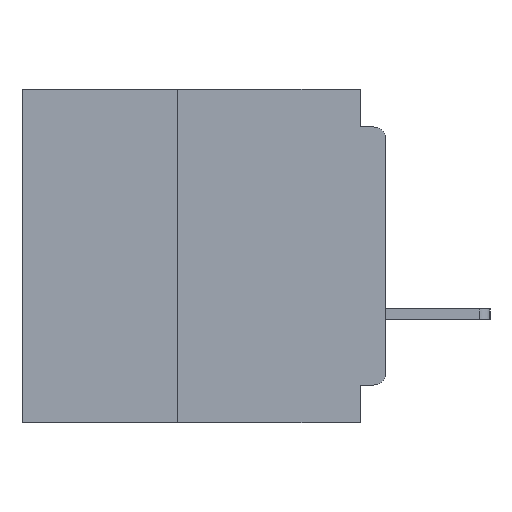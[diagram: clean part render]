
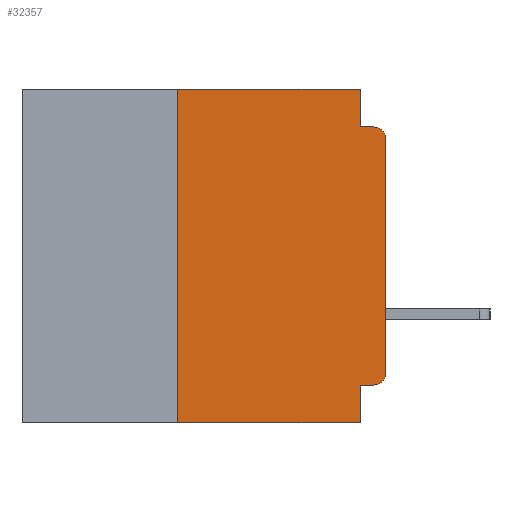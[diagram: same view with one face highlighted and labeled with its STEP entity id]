
A CAD part, left-side view. The second image highlights one B-rep face of the part: STEP entity #32357.
In plain terms, the highlighted planar face has unit normal (-1, 0, 0).
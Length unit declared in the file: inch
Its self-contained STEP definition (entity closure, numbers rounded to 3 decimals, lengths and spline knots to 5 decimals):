
#543 = DIRECTION ( 'NONE',  ( 0., 0., -1. ) ) ;
#1388 = VECTOR ( 'NONE', #53215, 39.37008 ) ;
#1434 = EDGE_CURVE ( 'NONE', #6367, #43872, #49574, .T. ) ;
#2129 = ORIENTED_EDGE ( 'NONE', *, *, #23780, .F. ) ;
#2461 = VERTEX_POINT ( 'NONE', #16118 ) ;
#3006 = VECTOR ( 'NONE', #29810, 39.37008 ) ;
#3493 = CARTESIAN_POINT ( 'NONE',  ( 0., 0.015, -0.045 ) ) ;
#3814 = CARTESIAN_POINT ( 'NONE',  ( 0., 0.015, -0.355 ) ) ;
#4193 = VERTEX_POINT ( 'NONE', #58527 ) ;
#4546 = EDGE_LOOP ( 'NONE', ( #43405, #44772, #48564, #34369, #51774, #2129, #27834, #8736, #14382, #58643 ) ) ;
#4837 = EDGE_CURVE ( 'NONE', #2461, #19194, #24074, .T. ) ;
#5893 = AXIS2_PLACEMENT_3D ( 'NONE', #45426, #18062, #50000 ) ;
#6367 = VERTEX_POINT ( 'NONE', #15168 ) ;
#7197 = DIRECTION ( 'NONE',  ( 0., 0., -1. ) ) ;
#7510 = EDGE_CURVE ( 'NONE', #43872, #4193, #55265, .T. ) ;
#8736 = ORIENTED_EDGE ( 'NONE', *, *, #4837, .F. ) ;
#10177 = EDGE_CURVE ( 'NONE', #38013, #23871, #45937, .T. ) ;
#11471 = EDGE_CURVE ( 'NONE', #23459, #38013, #24315, .T. ) ;
#12157 = CARTESIAN_POINT ( 'NONE',  ( 0., 0., 0. ) ) ;
#13278 = EDGE_CURVE ( 'NONE', #23459, #2461, #57681, .T. ) ;
#13615 = DIRECTION ( 'NONE',  ( 0., -1., 0. ) ) ;
#13650 = LINE ( 'NONE', #39464, #1388 ) ;
#14352 = AXIS2_PLACEMENT_3D ( 'NONE', #15937, #47896, #20552 ) ;
#14382 = ORIENTED_EDGE ( 'NONE', *, *, #13278, .F. ) ;
#14803 = VECTOR ( 'NONE', #54096, 39.37008 ) ;
#15168 = CARTESIAN_POINT ( 'NONE',  ( 0., 0.25, 0. ) ) ;
#15479 = EDGE_CURVE ( 'NONE', #23871, #22891, #25131, .T. ) ;
#15695 = CARTESIAN_POINT ( 'NONE',  ( 0., 0., -0.045 ) ) ;
#15937 = CARTESIAN_POINT ( 'NONE',  ( 0., 0.437, 0. ) ) ;
#16118 = CARTESIAN_POINT ( 'NONE',  ( 0., 0.031, -0.355 ) ) ;
#18062 = DIRECTION ( 'NONE',  ( -1., 0., 0. ) ) ;
#19194 = VERTEX_POINT ( 'NONE', #39431 ) ;
#20303 = DIRECTION ( 'NONE',  ( 0., -1., 0. ) ) ;
#20421 = CARTESIAN_POINT ( 'NONE',  ( 0., 0.25, -0.4 ) ) ;
#20552 = DIRECTION ( 'NONE',  ( 0., 0., -1. ) ) ;
#22891 = VERTEX_POINT ( 'NONE', #3493 ) ;
#23459 = VERTEX_POINT ( 'NONE', #3814 ) ;
#23780 = EDGE_CURVE ( 'NONE', #31029, #6367, #39565, .T. ) ;
#23871 = VERTEX_POINT ( 'NONE', #35194 ) ;
#24074 = LINE ( 'NONE', #49504, #14803 ) ;
#24315 = CIRCLE ( 'NONE', #5893, 0.015 ) ;
#25085 = EDGE_CURVE ( 'NONE', #31029, #19194, #13650, .T. ) ;
#25131 = CIRCLE ( 'NONE', #37151, 0.015 ) ;
#25220 = CARTESIAN_POINT ( 'NONE',  ( 0., 0.25, -0.4 ) ) ;
#26493 = DIRECTION ( 'NONE',  ( 0., 1., 0. ) ) ;
#26709 = VECTOR ( 'NONE', #13615, 39.37008 ) ;
#27834 = ORIENTED_EDGE ( 'NONE', *, *, #25085, .T. ) ;
#28017 = DIRECTION ( 'NONE',  ( -1., 0., 0. ) ) ;
#29810 = DIRECTION ( 'NONE',  ( 0., 0., 1. ) ) ;
#31029 = VERTEX_POINT ( 'NONE', #20421 ) ;
#32357 = ADVANCED_FACE ( 'NONE', ( #52057 ), #34094, .F. ) ;
#34094 = PLANE ( 'NONE',  #14352 ) ;
#34185 = LINE ( 'NONE', #15695, #57059 ) ;
#34369 = ORIENTED_EDGE ( 'NONE', *, *, #7510, .F. ) ;
#35194 = CARTESIAN_POINT ( 'NONE',  ( 0., 0., -0.06 ) ) ;
#36947 = CARTESIAN_POINT ( 'NONE',  ( 0., 0.031, 0. ) ) ;
#37151 = AXIS2_PLACEMENT_3D ( 'NONE', #55372, #28017, #543 ) ;
#38013 = VERTEX_POINT ( 'NONE', #50443 ) ;
#39265 = CARTESIAN_POINT ( 'NONE',  ( 0., 0.031, 0. ) ) ;
#39431 = CARTESIAN_POINT ( 'NONE',  ( 0., 0.031, -0.4 ) ) ;
#39464 = CARTESIAN_POINT ( 'NONE',  ( 0., 0.437, -0.4 ) ) ;
#39555 = DIRECTION ( 'NONE',  ( 0., 0., 1. ) ) ;
#39565 = LINE ( 'NONE', #25220, #3006 ) ;
#40990 = CARTESIAN_POINT ( 'NONE',  ( 0., 0.437, 0. ) ) ;
#43119 = VECTOR ( 'NONE', #7197, 39.37008 ) ;
#43405 = ORIENTED_EDGE ( 'NONE', *, *, #10177, .T. ) ;
#43872 = VERTEX_POINT ( 'NONE', #36947 ) ;
#44772 = ORIENTED_EDGE ( 'NONE', *, *, #15479, .T. ) ;
#45426 = CARTESIAN_POINT ( 'NONE',  ( 0., 0.015, -0.34 ) ) ;
#45937 = LINE ( 'NONE', #12157, #56631 ) ;
#47896 = DIRECTION ( 'NONE',  ( 1., 0., 0. ) ) ;
#48564 = ORIENTED_EDGE ( 'NONE', *, *, #53967, .F. ) ;
#49504 = CARTESIAN_POINT ( 'NONE',  ( 0., 0.031, -0.4 ) ) ;
#49574 = LINE ( 'NONE', #40990, #26709 ) ;
#50000 = DIRECTION ( 'NONE',  ( 0., 0., -1. ) ) ;
#50443 = CARTESIAN_POINT ( 'NONE',  ( 0., 0., -0.34 ) ) ;
#51774 = ORIENTED_EDGE ( 'NONE', *, *, #1434, .F. ) ;
#52057 = FACE_OUTER_BOUND ( 'NONE', #4546, .T. ) ;
#53215 = DIRECTION ( 'NONE',  ( 0., -1., 0. ) ) ;
#53849 = CARTESIAN_POINT ( 'NONE',  ( 0., 0., -0.355 ) ) ;
#53967 = EDGE_CURVE ( 'NONE', #4193, #22891, #34185, .T. ) ;
#54096 = DIRECTION ( 'NONE',  ( 0., 0., -1. ) ) ;
#55265 = LINE ( 'NONE', #39265, #43119 ) ;
#55372 = CARTESIAN_POINT ( 'NONE',  ( 0., 0.015, -0.06 ) ) ;
#56631 = VECTOR ( 'NONE', #39555, 39.37008 ) ;
#57059 = VECTOR ( 'NONE', #20303, 39.37008 ) ;
#57681 = LINE ( 'NONE', #53849, #59087 ) ;
#58527 = CARTESIAN_POINT ( 'NONE',  ( 0., 0.031, -0.045 ) ) ;
#58643 = ORIENTED_EDGE ( 'NONE', *, *, #11471, .T. ) ;
#59087 = VECTOR ( 'NONE', #26493, 39.37008 ) ;
